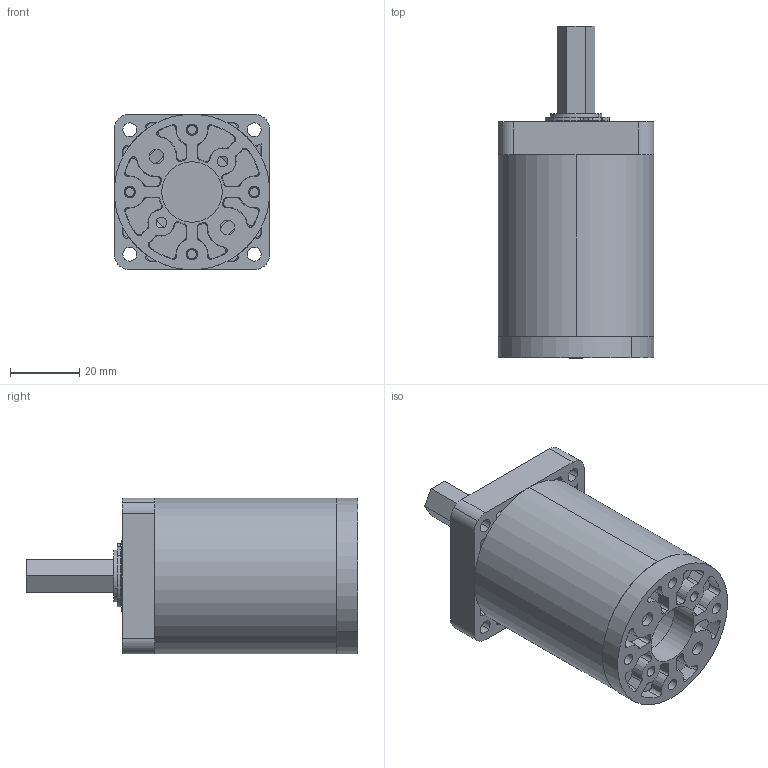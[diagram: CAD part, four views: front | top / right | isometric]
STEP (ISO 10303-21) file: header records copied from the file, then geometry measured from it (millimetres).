
FILE_DESCRIPTION (( 'STEP AP214' ), '1' );
FILE_NAME ('am-3653g PG188 375 hex.STEP', '2017-11-09T19:42:16', ( '' ), ( '' ), 'SwSTEP 2.0', 'SolidWorks 2017', '' );
FILE_SCHEMA (( 'AUTOMOTIVE_DESIGN' ));
Length unit declared in the file: inch
Products named in the file (10): am-3653g PG188 375 hex; SHCS M4-0.7 x 60 - McM 91290A186_91290A188; 375 PG output assm; 98541A410_BLACK-FINISH STEEL EXTERNAL RETAINING RING_98541A410; Shim washer; 6082-ZZ 5972K155_BALL BEARING_5972K155; PG and CIM output block; 375 PG output shaft; PG188 ring gear; PG input block
Assembly tree (13 placements, depth 3):
  am-3653g PG188 375 hex
    PG input block
    PG188 ring gear
    375 PG output assm
      375 PG output shaft
      PG and CIM output block
      6082-ZZ 5972K155_BALL BEARING_5972K155  x2
      Shim washer
      98541A410_BLACK-FINISH STEEL EXTERNAL RETAINING RING_98541A410
    SHCS M4-0.7 x 60 - McM 91290A186_91290A188  x4
Bounding box: 45 x 95.97 x 45 mm (x, y, z)
Volume: 80697.7 mm3; surface area: 44295 mm2
Topology: 42 solids, 42 shells, 1089 faces, 2971 edges, 1947 vertices
Faces by surface type: cylinder 635, cone 180, plane 140, bspline 74, sphere 48, torus 12
Entity records: 26880 total; most frequent: CARTESIAN_POINT 12208, ORIENTED_EDGE 3022, DIRECTION 2599, EDGE_CURVE 1511, AXIS2_PLACEMENT_3D 1088, VERTEX_POINT 1000, EDGE_LOOP 675, ADVANCED_FACE 582
